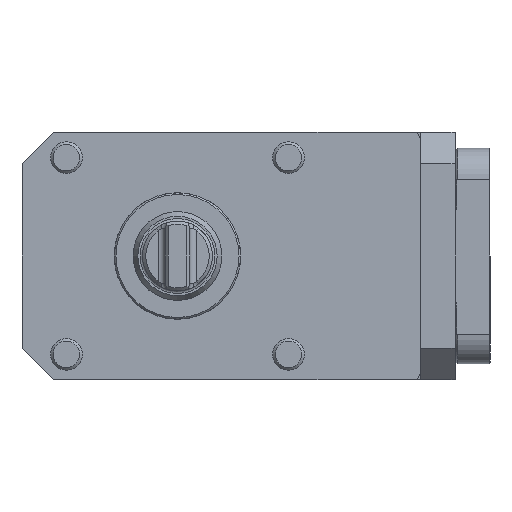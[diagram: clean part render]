
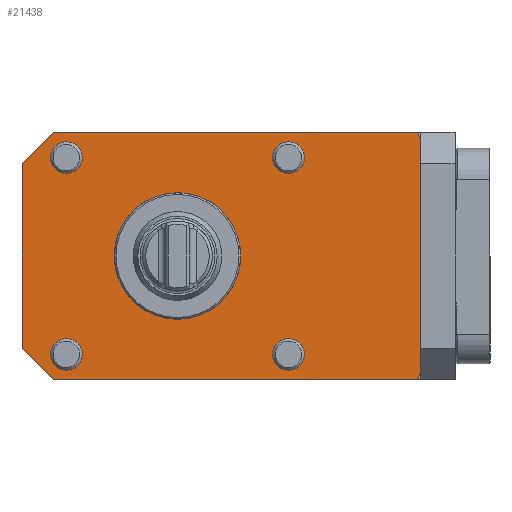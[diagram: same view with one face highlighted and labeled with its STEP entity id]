
A CAD part, front view. The second image highlights one B-rep face of the part: STEP entity #21438.
In plain terms, the highlighted planar face has unit normal (0, -1, 0).
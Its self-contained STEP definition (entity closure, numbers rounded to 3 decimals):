
#106 = DIRECTION ( 'NONE',  ( 0., 1., 0. ) ) ;
#112 = CARTESIAN_POINT ( 'NONE',  ( -49., 32., 29. ) ) ;
#174 = CARTESIAN_POINT ( 'NONE',  ( -35., 32., -26. ) ) ;
#231 = ORIENTED_EDGE ( 'NONE', *, *, #20116, .T. ) ;
#235 = CARTESIAN_POINT ( 'NONE',  ( 76.5, 32., -37.051 ) ) ;
#338 = EDGE_CURVE ( 'NONE', #11893, #11048, #10002, .T. ) ;
#473 = CARTESIAN_POINT ( 'NONE',  ( -49., 32., 29. ) ) ;
#954 = AXIS2_PLACEMENT_3D ( 'NONE', #19781, #15823, #7349 ) ;
#1353 = VERTEX_POINT ( 'NONE', #20943 ) ;
#1558 = CARTESIAN_POINT ( 'NONE',  ( 0., 32., -19.75 ) ) ;
#1614 = DIRECTION ( 'NONE',  ( -0.707, 0., -0.707 ) ) ;
#1870 = ORIENTED_EDGE ( 'NONE', *, *, #8022, .T. ) ;
#1899 = VERTEX_POINT ( 'NONE', #6198 ) ;
#2113 = ORIENTED_EDGE ( 'NONE', *, *, #10211, .F. ) ;
#2340 = CIRCLE ( 'NONE', #8898, 19.75 ) ;
#2404 = DIRECTION ( 'NONE',  ( 0., 1., 0. ) ) ;
#2533 = CIRCLE ( 'NONE', #4747, 5. ) ;
#2578 = CARTESIAN_POINT ( 'NONE',  ( 76.5, 32., 0. ) ) ;
#2844 = EDGE_CURVE ( 'NONE', #22000, #22000, #8903, .T. ) ;
#2937 = AXIS2_PLACEMENT_3D ( 'NONE', #13957, #106, #6742 ) ;
#3214 = FACE_BOUND ( 'NONE', #8454, .T. ) ;
#3308 = DIRECTION ( 'NONE',  ( 0., 0., 1. ) ) ;
#3541 = CIRCLE ( 'NONE', #22114, 5. ) ;
#3845 = EDGE_LOOP ( 'NONE', ( #8788 ) ) ;
#4035 = DIRECTION ( 'NONE',  ( 0., 0., -1. ) ) ;
#4044 = EDGE_CURVE ( 'NONE', #1353, #1353, #3541, .T. ) ;
#4237 = CARTESIAN_POINT ( 'NONE',  ( 75.525, 32., 39. ) ) ;
#4311 = VECTOR ( 'NONE', #16461, 1000. ) ;
#4349 = VECTOR ( 'NONE', #11948, 1000. ) ;
#4747 = AXIS2_PLACEMENT_3D ( 'NONE', #20638, #18954, #3308 ) ;
#4806 = EDGE_LOOP ( 'NONE', ( #2113 ) ) ;
#4990 = EDGE_CURVE ( 'NONE', #1899, #14039, #11870, .T. ) ;
#5048 = PLANE ( 'NONE',  #2937 ) ;
#5053 = CARTESIAN_POINT ( 'NONE',  ( 76.5, 32., 37.051 ) ) ;
#5073 = AXIS2_PLACEMENT_3D ( 'NONE', #7776, #2404, #4035 ) ;
#5369 = FACE_BOUND ( 'NONE', #22341, .T. ) ;
#6198 = CARTESIAN_POINT ( 'NONE',  ( 75.525, 32., -39. ) ) ;
#6391 = VERTEX_POINT ( 'NONE', #4237 ) ;
#6713 = CIRCLE ( 'NONE', #15107, 85. ) ;
#6742 = DIRECTION ( 'NONE',  ( 0., 0., 1. ) ) ;
#6917 = VERTEX_POINT ( 'NONE', #1558 ) ;
#7280 = CARTESIAN_POINT ( 'NONE',  ( 35., 32., 31. ) ) ;
#7287 = CARTESIAN_POINT ( 'NONE',  ( -49., 32., 0. ) ) ;
#7349 = DIRECTION ( 'NONE',  ( 0., 0., -1. ) ) ;
#7378 = ORIENTED_EDGE ( 'NONE', *, *, #338, .F. ) ;
#7555 = ORIENTED_EDGE ( 'NONE', *, *, #4044, .T. ) ;
#7590 = EDGE_CURVE ( 'NONE', #11893, #6391, #6713, .T. ) ;
#7776 = CARTESIAN_POINT ( 'NONE',  ( 35., 32., -31. ) ) ;
#8022 = EDGE_CURVE ( 'NONE', #20512, #17732, #14070, .T. ) ;
#8262 = DIRECTION ( 'NONE',  ( 0., 0., -1. ) ) ;
#8341 = FACE_BOUND ( 'NONE', #17038, .T. ) ;
#8454 = EDGE_LOOP ( 'NONE', ( #15989 ) ) ;
#8788 = ORIENTED_EDGE ( 'NONE', *, *, #14870, .T. ) ;
#8858 = VERTEX_POINT ( 'NONE', #174 ) ;
#8898 = AXIS2_PLACEMENT_3D ( 'NONE', #22201, #16686, #15398 ) ;
#8903 = CIRCLE ( 'NONE', #19847, 5. ) ;
#9292 = ORIENTED_EDGE ( 'NONE', *, *, #2844, .T. ) ;
#10002 = LINE ( 'NONE', #2578, #10565 ) ;
#10084 = CIRCLE ( 'NONE', #954, 85. ) ;
#10132 = VERTEX_POINT ( 'NONE', #17011 ) ;
#10152 = CARTESIAN_POINT ( 'NONE',  ( 0., 32., -39. ) ) ;
#10211 = EDGE_CURVE ( 'NONE', #6917, #6917, #2340, .T. ) ;
#10565 = VECTOR ( 'NONE', #8262, 1000. ) ;
#10741 = VECTOR ( 'NONE', #1614, 1000. ) ;
#10777 = ORIENTED_EDGE ( 'NONE', *, *, #18316, .T. ) ;
#11048 = VERTEX_POINT ( 'NONE', #235 ) ;
#11331 = CARTESIAN_POINT ( 'NONE',  ( 0., 32., 0. ) ) ;
#11423 = CARTESIAN_POINT ( 'NONE',  ( -39., 32., 39. ) ) ;
#11557 = DIRECTION ( 'NONE',  ( 0., -1., 0. ) ) ;
#11830 = CARTESIAN_POINT ( 'NONE',  ( -39., 32., -39. ) ) ;
#11870 = LINE ( 'NONE', #10152, #22200 ) ;
#11893 = VERTEX_POINT ( 'NONE', #5053 ) ;
#11948 = DIRECTION ( 'NONE',  ( 0.707, 0., -0.707 ) ) ;
#12196 = VERTEX_POINT ( 'NONE', #15753 ) ;
#12227 = ORIENTED_EDGE ( 'NONE', *, *, #4990, .F. ) ;
#12266 = DIRECTION ( 'NONE',  ( 1., 0., 0. ) ) ;
#12391 = CIRCLE ( 'NONE', #5073, 5. ) ;
#12788 = ORIENTED_EDGE ( 'NONE', *, *, #16820, .F. ) ;
#13267 = DIRECTION ( 'NONE',  ( 0., 0., -1. ) ) ;
#13360 = CARTESIAN_POINT ( 'NONE',  ( -35., 32., 36. ) ) ;
#13768 = DIRECTION ( 'NONE',  ( 0., 0., 1. ) ) ;
#13846 = FACE_OUTER_BOUND ( 'NONE', #16862, .T. ) ;
#13941 = ORIENTED_EDGE ( 'NONE', *, *, #7590, .T. ) ;
#13957 = CARTESIAN_POINT ( 'NONE',  ( 0., 32., 0. ) ) ;
#14004 = ORIENTED_EDGE ( 'NONE', *, *, #19622, .F. ) ;
#14039 = VERTEX_POINT ( 'NONE', #16099 ) ;
#14070 = LINE ( 'NONE', #112, #10741 ) ;
#14263 = DIRECTION ( 'NONE',  ( 0., 1., 0. ) ) ;
#14870 = EDGE_CURVE ( 'NONE', #12196, #12196, #12391, .T. ) ;
#14919 = CARTESIAN_POINT ( 'NONE',  ( -35., 32., 31. ) ) ;
#15107 = AXIS2_PLACEMENT_3D ( 'NONE', #11331, #11557, #13267 ) ;
#15398 = DIRECTION ( 'NONE',  ( 0., 0., -1. ) ) ;
#15523 = VECTOR ( 'NONE', #12266, 1000. ) ;
#15753 = CARTESIAN_POINT ( 'NONE',  ( 35., 32., -36. ) ) ;
#15823 = DIRECTION ( 'NONE',  ( 0., -1., 0. ) ) ;
#15989 = ORIENTED_EDGE ( 'NONE', *, *, #21799, .T. ) ;
#16099 = CARTESIAN_POINT ( 'NONE',  ( -39., 32., -39. ) ) ;
#16461 = DIRECTION ( 'NONE',  ( 0., 0., 1. ) ) ;
#16686 = DIRECTION ( 'NONE',  ( 0., -1., 0. ) ) ;
#16820 = EDGE_CURVE ( 'NONE', #20512, #6391, #19649, .T. ) ;
#16862 = EDGE_LOOP ( 'NONE', ( #13941, #12788, #1870, #14004, #231, #12227, #10777, #7378 ) ) ;
#17011 = CARTESIAN_POINT ( 'NONE',  ( -49., 32., -29. ) ) ;
#17038 = EDGE_LOOP ( 'NONE', ( #7555 ) ) ;
#17306 = LINE ( 'NONE', #11830, #4349 ) ;
#17350 = DIRECTION ( 'NONE',  ( 0., 0., -1. ) ) ;
#17732 = VERTEX_POINT ( 'NONE', #473 ) ;
#18316 = EDGE_CURVE ( 'NONE', #1899, #11048, #10084, .T. ) ;
#18954 = DIRECTION ( 'NONE',  ( 0., 1., 0. ) ) ;
#19048 = DIRECTION ( 'NONE',  ( -1., 0., 0. ) ) ;
#19208 = CARTESIAN_POINT ( 'NONE',  ( 0., 32., 39. ) ) ;
#19622 = EDGE_CURVE ( 'NONE', #10132, #17732, #19828, .T. ) ;
#19649 = LINE ( 'NONE', #19208, #15523 ) ;
#19781 = CARTESIAN_POINT ( 'NONE',  ( 0., 32., 0. ) ) ;
#19828 = LINE ( 'NONE', #7287, #4311 ) ;
#19847 = AXIS2_PLACEMENT_3D ( 'NONE', #14919, #21850, #13768 ) ;
#20116 = EDGE_CURVE ( 'NONE', #10132, #14039, #17306, .T. ) ;
#20512 = VERTEX_POINT ( 'NONE', #11423 ) ;
#20638 = CARTESIAN_POINT ( 'NONE',  ( -35., 32., -31. ) ) ;
#20661 = FACE_BOUND ( 'NONE', #3845, .T. ) ;
#20943 = CARTESIAN_POINT ( 'NONE',  ( 35., 32., 26. ) ) ;
#21438 = ADVANCED_FACE ( 'Defeature completata1_293', ( #13846, #8341, #20661, #22367, #5369, #3214 ), #5048, .F. ) ;
#21799 = EDGE_CURVE ( 'NONE', #8858, #8858, #2533, .T. ) ;
#21850 = DIRECTION ( 'NONE',  ( 0., 1., 0. ) ) ;
#22000 = VERTEX_POINT ( 'NONE', #13360 ) ;
#22114 = AXIS2_PLACEMENT_3D ( 'NONE', #7280, #14263, #17350 ) ;
#22200 = VECTOR ( 'NONE', #19048, 1000. ) ;
#22201 = CARTESIAN_POINT ( 'NONE',  ( 0., 32., 0. ) ) ;
#22341 = EDGE_LOOP ( 'NONE', ( #9292 ) ) ;
#22367 = FACE_BOUND ( 'NONE', #4806, .T. ) ;
